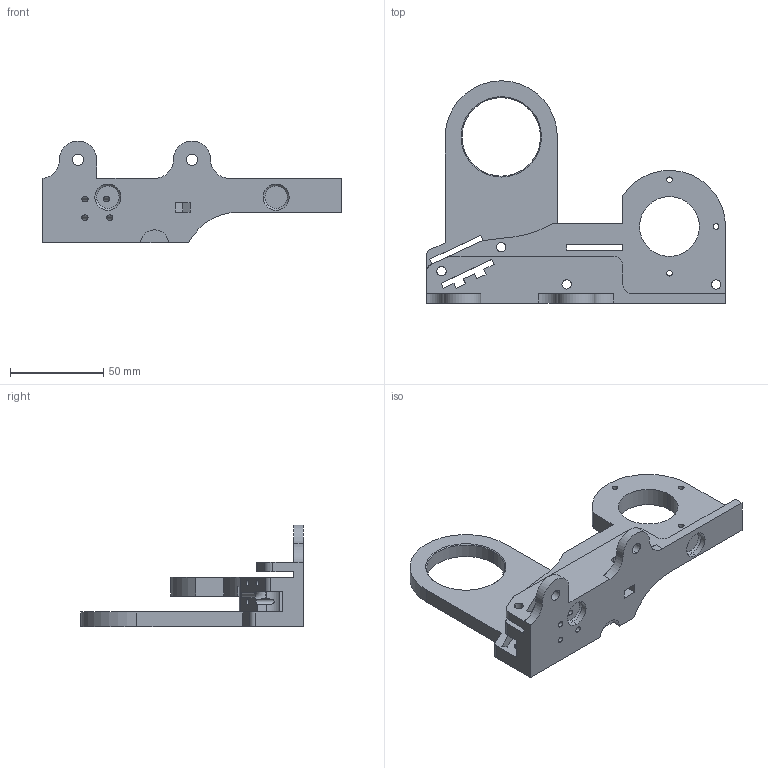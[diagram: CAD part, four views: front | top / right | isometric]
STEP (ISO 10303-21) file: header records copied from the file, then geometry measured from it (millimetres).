
FILE_DESCRIPTION((''),'2;1');
FILE_NAME('OBMP-BTP-1622','2023-10-11T20:58:59',('ccha425'),('Department of Mechanical Engineering, The University of Auckland'),'CREO PARAMETRIC BY PTC INC, 2017260','CREO PARAMETRIC BY PTC INC, 2017260','');
FILE_SCHEMA(('CONFIG_CONTROL_DESIGN'));
Length unit declared in the file: millimetre
Products named in the file (1): OBMP-BTP-1622
Bounding box: 160 x 119 x 54.5 mm (x, y, z)
Volume: 144064.9 mm3; surface area: 45949.8 mm2
Topology: 1 solids, 1 shells, 190 faces, 543 edges, 359 vertices
Faces by surface type: plane 112, cylinder 71, cone 6, torus 1
Entity records: 6427 total; most frequent: CARTESIAN_POINT 1197, ORIENTED_EDGE 1086, DIRECTION 1051, EDGE_CURVE 543, VECTOR 385, LINE 385, VERTEX_POINT 359, AXIS2_PLACEMENT_3D 333
